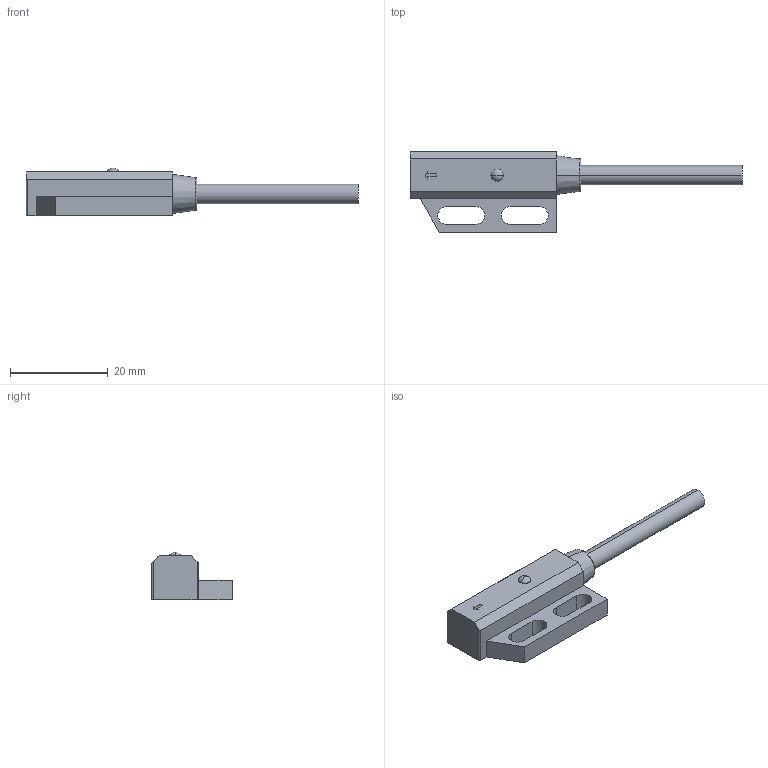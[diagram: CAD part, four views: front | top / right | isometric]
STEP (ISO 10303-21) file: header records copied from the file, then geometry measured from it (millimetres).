
FILE_DESCRIPTION (( 'STEP AP214' ), '1' );
FILE_NAME ('MR-PH5.STEP', '2015-09-23T06:07:38', ( '' ), ( '' ), 'SwSTEP 2.0', 'SolidWorks 2013', '' );
FILE_SCHEMA (( 'AUTOMOTIVE_DESIGN' ));
Length unit declared in the file: millimetre
Products named in the file (1): MR-PH5
Bounding box: 68 x 16.5 x 9.78 mm (x, y, z)
Volume: 3613.3 mm3; surface area: 2206.2 mm2
Topology: 1 solids, 1 shells, 43 faces, 108 edges, 71 vertices
Faces by surface type: plane 25, cylinder 12, sphere 2, torus 2, cone 2
Entity records: 1464 total; most frequent: CARTESIAN_POINT 229, DIRECTION 226, ORIENTED_EDGE 216, EDGE_CURVE 108, AXIS2_PLACEMENT_3D 76, LINE 74, VECTOR 74, VERTEX_POINT 71
